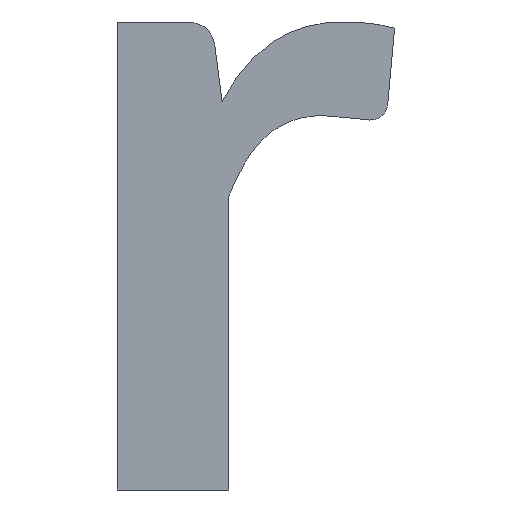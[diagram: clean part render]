
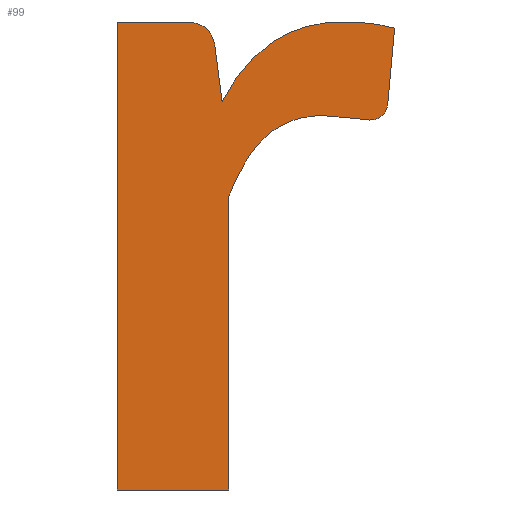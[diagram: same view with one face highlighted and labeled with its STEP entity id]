
A CAD part, front view. The second image highlights one B-rep face of the part: STEP entity #99.
In plain terms, the highlighted planar face has unit normal (0, -1, 0).
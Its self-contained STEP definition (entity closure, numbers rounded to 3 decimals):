
#12=LINE('',#156,#20);
#13=LINE('',#162,#21);
#14=LINE('',#164,#22);
#15=LINE('',#166,#23);
#16=LINE('',#168,#24);
#17=LINE('',#178,#25);
#18=LINE('',#180,#26);
#19=LINE('',#186,#27);
#20=VECTOR('',#123,1000.);
#21=VECTOR('',#128,1000.);
#22=VECTOR('',#129,1000.);
#23=VECTOR('',#130,1000.);
#24=VECTOR('',#131,1000.);
#25=VECTOR('',#140,1000.);
#26=VECTOR('',#141,1000.);
#27=VECTOR('',#146,1000.);
#28=ORIENTED_EDGE('',*,*,#47,.F.);
#29=ORIENTED_EDGE('',*,*,#48,.F.);
#30=ORIENTED_EDGE('',*,*,#49,.F.);
#31=ORIENTED_EDGE('',*,*,#50,.F.);
#32=ORIENTED_EDGE('',*,*,#51,.F.);
#33=ORIENTED_EDGE('',*,*,#52,.F.);
#34=ORIENTED_EDGE('',*,*,#53,.F.);
#35=ORIENTED_EDGE('',*,*,#54,.F.);
#36=ORIENTED_EDGE('',*,*,#55,.F.);
#37=ORIENTED_EDGE('',*,*,#56,.F.);
#38=ORIENTED_EDGE('',*,*,#57,.F.);
#39=ORIENTED_EDGE('',*,*,#58,.F.);
#40=ORIENTED_EDGE('',*,*,#59,.F.);
#41=ORIENTED_EDGE('',*,*,#60,.F.);
#42=ORIENTED_EDGE('',*,*,#61,.F.);
#43=ORIENTED_EDGE('',*,*,#62,.F.);
#44=ORIENTED_EDGE('',*,*,#63,.F.);
#45=ORIENTED_EDGE('',*,*,#64,.F.);
#46=ORIENTED_EDGE('',*,*,#65,.F.);
#47=EDGE_CURVE('',#66,#67,#85,.T.);
#48=EDGE_CURVE('',#68,#66,#12,.T.);
#49=EDGE_CURVE('',#69,#68,#86,.T.);
#50=EDGE_CURVE('',#70,#69,#87,.T.);
#51=EDGE_CURVE('',#71,#70,#13,.T.);
#52=EDGE_CURVE('',#72,#71,#14,.T.);
#53=EDGE_CURVE('',#73,#72,#15,.T.);
#54=EDGE_CURVE('',#74,#73,#16,.T.);
#55=EDGE_CURVE('',#75,#74,#88,.T.);
#56=EDGE_CURVE('',#76,#75,#89,.T.);
#57=EDGE_CURVE('',#77,#76,#90,.T.);
#58=EDGE_CURVE('',#78,#77,#91,.T.);
#59=EDGE_CURVE('',#79,#78,#17,.T.);
#60=EDGE_CURVE('',#80,#79,#18,.T.);
#61=EDGE_CURVE('',#81,#80,#92,.T.);
#62=EDGE_CURVE('',#82,#81,#93,.T.);
#63=EDGE_CURVE('',#83,#82,#19,.T.);
#64=EDGE_CURVE('',#84,#83,#94,.T.);
#65=EDGE_CURVE('',#67,#84,#95,.T.);
#66=VERTEX_POINT('',#154);
#67=VERTEX_POINT('',#155);
#68=VERTEX_POINT('',#157);
#69=VERTEX_POINT('',#159);
#70=VERTEX_POINT('',#161);
#71=VERTEX_POINT('',#163);
#72=VERTEX_POINT('',#165);
#73=VERTEX_POINT('',#167);
#74=VERTEX_POINT('',#169);
#75=VERTEX_POINT('',#171);
#76=VERTEX_POINT('',#173);
#77=VERTEX_POINT('',#175);
#78=VERTEX_POINT('',#177);
#79=VERTEX_POINT('',#179);
#80=VERTEX_POINT('',#181);
#81=VERTEX_POINT('',#183);
#82=VERTEX_POINT('',#185);
#83=VERTEX_POINT('',#187);
#84=VERTEX_POINT('',#189);
#85=CIRCLE('',#106,0.271);
#86=CIRCLE('',#107,0.059);
#87=CIRCLE('',#108,0.062);
#88=CIRCLE('',#109,0.418);
#89=CIRCLE('',#110,0.189);
#90=CIRCLE('',#111,0.134);
#91=CIRCLE('',#112,0.154);
#92=CIRCLE('',#113,0.031);
#93=CIRCLE('',#114,0.035);
#94=CIRCLE('',#115,0.3);
#95=CIRCLE('',#116,0.217);
#96=EDGE_LOOP('',(#28,#29,#30,#31,#32,#33,#34,#35,#36,#37,#38,#39,#40,#41,
#42,#43,#44,#45,#46));
#97=FACE_BOUND('',#96,.T.);
#98=PLANE('',#105);
#99=ADVANCED_FACE('',(#97),#98,.T.);
#105=AXIS2_PLACEMENT_3D('',#152,#119,#120);
#106=AXIS2_PLACEMENT_3D('',#153,#121,#122);
#107=AXIS2_PLACEMENT_3D('',#158,#124,#125);
#108=AXIS2_PLACEMENT_3D('',#160,#126,#127);
#109=AXIS2_PLACEMENT_3D('',#170,#132,#133);
#110=AXIS2_PLACEMENT_3D('',#172,#134,#135);
#111=AXIS2_PLACEMENT_3D('',#174,#136,#137);
#112=AXIS2_PLACEMENT_3D('',#176,#138,#139);
#113=AXIS2_PLACEMENT_3D('',#182,#142,#143);
#114=AXIS2_PLACEMENT_3D('',#184,#144,#145);
#115=AXIS2_PLACEMENT_3D('',#188,#147,#148);
#116=AXIS2_PLACEMENT_3D('',#190,#149,#150);
#119=DIRECTION('',(0.,-1.,0.));
#120=DIRECTION('',(1.,0.,0.));
#121=DIRECTION('',(0.,1.,0.));
#122=DIRECTION('',(-0.901,0.,0.434));
#123=DIRECTION('',(0.128,0.,-0.992));
#124=DIRECTION('',(0.,1.,0.));
#125=DIRECTION('',(0.736,0.,0.677));
#126=DIRECTION('',(0.,1.,0.));
#127=DIRECTION('',(-0.092,0.,0.996));
#128=DIRECTION('',(1.,0.,0.));
#129=DIRECTION('',(0.,0.,1.));
#130=DIRECTION('',(-1.,0.,0.));
#131=DIRECTION('',(0.,0.,-1.));
#132=DIRECTION('',(0.,-1.,0.));
#133=DIRECTION('',(-0.866,0.,0.5));
#134=DIRECTION('',(0.,-1.,0.));
#135=DIRECTION('',(-0.684,0.,0.73));
#136=DIRECTION('',(0.,-1.,0.));
#137=DIRECTION('',(-0.362,0.,0.932));
#138=DIRECTION('',(0.,-1.,0.));
#139=DIRECTION('',(0.017,0.,1.));
#140=DIRECTION('',(-0.996,0.,0.091));
#141=DIRECTION('',(-0.995,0.,0.101));
#142=DIRECTION('',(0.,1.,0.));
#143=DIRECTION('',(0.57,0.,-0.822));
#144=DIRECTION('',(0.,1.,0.));
#145=DIRECTION('',(0.971,0.,-0.238));
#146=DIRECTION('',(-0.09,0.,-0.996));
#147=DIRECTION('',(0.,1.,0.));
#148=DIRECTION('',(-0.028,0.,1.));
#149=DIRECTION('',(0.,1.,0.));
#150=DIRECTION('',(-0.531,0.,0.848));
#152=CARTESIAN_POINT('',(1.201,0.,0.664));
#153=CARTESIAN_POINT('',(1.444,0.,0.546));
#154=CARTESIAN_POINT('',(1.201,0.,0.664));
#155=CARTESIAN_POINT('',(1.288,0.,0.767));
#156=CARTESIAN_POINT('',(1.189,0.,0.753));
#157=CARTESIAN_POINT('',(1.189,0.,0.753));
#158=CARTESIAN_POINT('',(1.13,0.,0.75));
#159=CARTESIAN_POINT('',(1.174,0.,0.79));
#160=CARTESIAN_POINT('',(1.139,0.,0.739));
#161=CARTESIAN_POINT('',(1.133,0.,0.8));
#162=CARTESIAN_POINT('',(1.022,0.,0.8));
#163=CARTESIAN_POINT('',(1.022,0.,0.8));
#164=CARTESIAN_POINT('',(1.022,0.,0.));
#165=CARTESIAN_POINT('',(1.022,0.,0.));
#166=CARTESIAN_POINT('',(1.212,0.,0.));
#167=CARTESIAN_POINT('',(1.212,0.,0.));
#168=CARTESIAN_POINT('',(1.212,0.,0.501));
#169=CARTESIAN_POINT('',(1.212,0.,0.501));
#170=CARTESIAN_POINT('',(1.601,0.,0.35));
#171=CARTESIAN_POINT('',(1.24,0.,0.559));
#172=CARTESIAN_POINT('',(1.404,0.,0.464));
#173=CARTESIAN_POINT('',(1.274,0.,0.603));
#174=CARTESIAN_POINT('',(1.366,0.,0.506));
#175=CARTESIAN_POINT('',(1.318,0.,0.631));
#176=CARTESIAN_POINT('',(1.371,0.,0.486));
#177=CARTESIAN_POINT('',(1.374,0.,0.64));
#178=CARTESIAN_POINT('',(1.396,0.,0.638));
#179=CARTESIAN_POINT('',(1.418,0.,0.636));
#180=CARTESIAN_POINT('',(1.435,0.,0.634));
#181=CARTESIAN_POINT('',(1.453,0.,0.633));
#182=CARTESIAN_POINT('',(1.454,0.,0.664));
#183=CARTESIAN_POINT('',(1.472,0.,0.638));
#184=CARTESIAN_POINT('',(1.449,0.,0.665));
#185=CARTESIAN_POINT('',(1.484,0.,0.657));
#186=CARTESIAN_POINT('',(1.496,0.,0.79));
#187=CARTESIAN_POINT('',(1.496,0.,0.79));
#188=CARTESIAN_POINT('',(1.416,0.,0.5));
#189=CARTESIAN_POINT('',(1.408,0.,0.8));
#190=CARTESIAN_POINT('',(1.403,0.,0.583));
